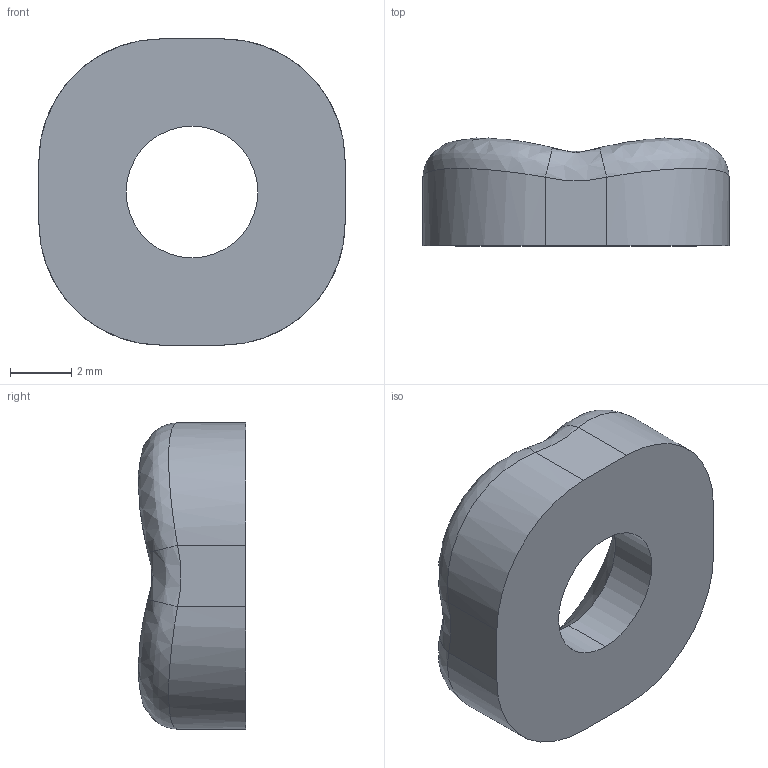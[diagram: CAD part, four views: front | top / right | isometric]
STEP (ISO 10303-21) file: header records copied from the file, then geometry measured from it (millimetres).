
FILE_DESCRIPTION (( 'STEP AP214' ), '1' );
FILE_NAME ('m4ArcylicShim.STEP', '2025-09-18T19:07:51', ( '' ), ( '' ), 'SwSTEP 2.0', 'SolidWorks 2024', '' );
FILE_SCHEMA (( 'AUTOMOTIVE_DESIGN' ));
Length unit declared in the file: millimetre
Products named in the file (1): m4ArcylicShim
Bounding box: 10 x 3.52 x 10 mm (x, y, z)
Volume: 209.4 mm3; surface area: 275.1 mm2
Topology: 1 solids, 1 shells, 21 faces, 50 edges, 30 vertices
Faces by surface type: bspline 8, cylinder 6, plane 5, cone 2
Entity records: 1270 total; most frequent: CARTESIAN_POINT 582, ORIENTED_EDGE 100, DIRECTION 76, EDGE_CURVE 50, AXIS2_PLACEMENT_3D 30, VERTEX_POINT 30, UNCERTAINTY_MEASURE_WITH_UNIT 23, FILL_AREA_STYLE_COLOUR 22
